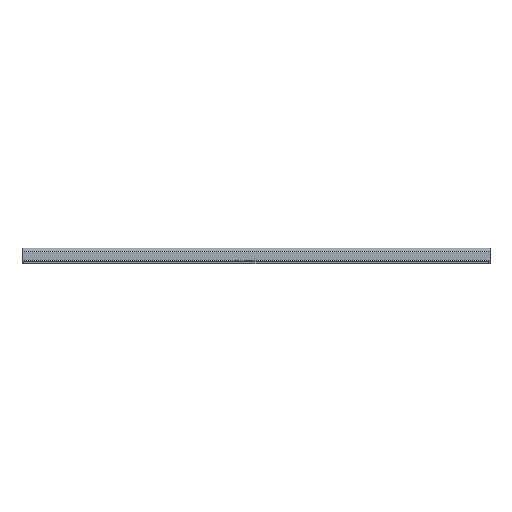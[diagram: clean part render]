
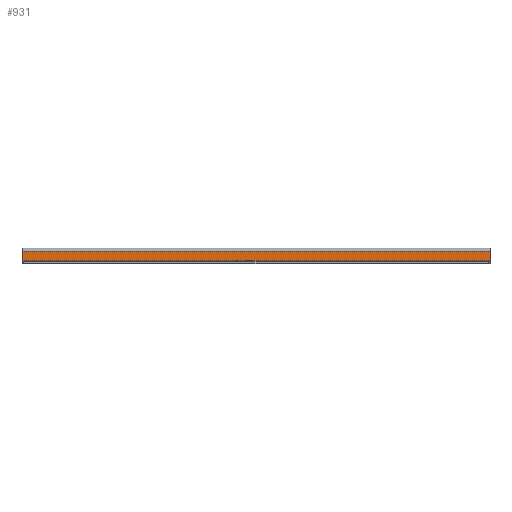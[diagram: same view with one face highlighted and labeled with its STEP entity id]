
A CAD part, front view. The second image highlights one B-rep face of the part: STEP entity #931.
In plain terms, the highlighted planar face has unit normal (0, -1, 0).
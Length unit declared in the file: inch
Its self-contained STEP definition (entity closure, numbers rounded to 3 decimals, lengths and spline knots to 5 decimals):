
#17 = AXIS2_PLACEMENT_3D ( 'NONE', #987, #1463, #1216 ) ;
#265 = FACE_OUTER_BOUND ( 'NONE', #2904, .T. ) ;
#571 = VECTOR ( 'NONE', #1190, 39.37008 ) ;
#583 = LINE ( 'NONE', #1236, #571 ) ;
#611 = LINE ( 'NONE', #3125, #694 ) ;
#663 = LINE ( 'NONE', #3216, #678 ) ;
#678 = VECTOR ( 'NONE', #3237, 39.37008 ) ;
#680 = LINE ( 'NONE', #3119, #746 ) ;
#694 = VECTOR ( 'NONE', #3164, 39.37008 ) ;
#746 = VECTOR ( 'NONE', #3082, 39.37008 ) ;
#820 = CARTESIAN_POINT ( 'NONE',  ( -4.4375, -0.529, -0.24 ) ) ;
#823 = CARTESIAN_POINT ( 'NONE',  ( -4.4375, -0.529, -0.06 ) ) ;
#844 = CARTESIAN_POINT ( 'NONE',  ( 4.4375, -0.529, -0.24 ) ) ;
#931 = ADVANCED_FACE ( 'NONE', ( #265 ), #1559, .F. ) ;
#987 = CARTESIAN_POINT ( 'NONE',  ( 4.4375, -0.529, -0.06 ) ) ;
#1190 = DIRECTION ( 'NONE',  ( -1., 0., 0. ) ) ;
#1216 = DIRECTION ( 'NONE',  ( 0., 0., 1. ) ) ;
#1236 = CARTESIAN_POINT ( 'NONE',  ( 4.4375, -0.529, -0.06 ) ) ;
#1463 = DIRECTION ( 'NONE',  ( 0., 1., 0. ) ) ;
#1559 = PLANE ( 'NONE',  #17 ) ;
#1928 = CARTESIAN_POINT ( 'NONE',  ( 4.4375, -0.529, -0.06 ) ) ;
#2072 = EDGE_CURVE ( 'NONE', #2787, #2813, #583, .T. ) ;
#2137 = EDGE_CURVE ( 'NONE', #2787, #2810, #663, .T. ) ;
#2303 = EDGE_CURVE ( 'NONE', #2810, #2801, #611, .T. ) ;
#2325 = EDGE_CURVE ( 'NONE', #2813, #2801, #680, .T. ) ;
#2389 = ORIENTED_EDGE ( 'NONE', *, *, #2137, .F. ) ;
#2403 = ORIENTED_EDGE ( 'NONE', *, *, #2072, .T. ) ;
#2661 = ORIENTED_EDGE ( 'NONE', *, *, #2303, .F. ) ;
#2787 = VERTEX_POINT ( 'NONE', #1928 ) ;
#2801 = VERTEX_POINT ( 'NONE', #820 ) ;
#2810 = VERTEX_POINT ( 'NONE', #844 ) ;
#2813 = VERTEX_POINT ( 'NONE', #823 ) ;
#2904 = EDGE_LOOP ( 'NONE', ( #3280, #2661, #2389, #2403 ) ) ;
#3082 = DIRECTION ( 'NONE',  ( 0., 0., -1. ) ) ;
#3119 = CARTESIAN_POINT ( 'NONE',  ( -4.4375, -0.529, -0.06 ) ) ;
#3125 = CARTESIAN_POINT ( 'NONE',  ( 4.4375, -0.529, -0.24 ) ) ;
#3164 = DIRECTION ( 'NONE',  ( -1., 0., 0. ) ) ;
#3216 = CARTESIAN_POINT ( 'NONE',  ( 4.4375, -0.529, -0.06 ) ) ;
#3237 = DIRECTION ( 'NONE',  ( 0., 0., -1. ) ) ;
#3280 = ORIENTED_EDGE ( 'NONE', *, *, #2325, .T. ) ;
